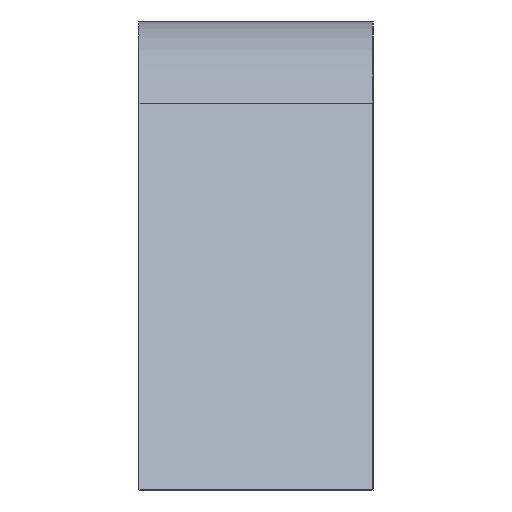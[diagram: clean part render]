
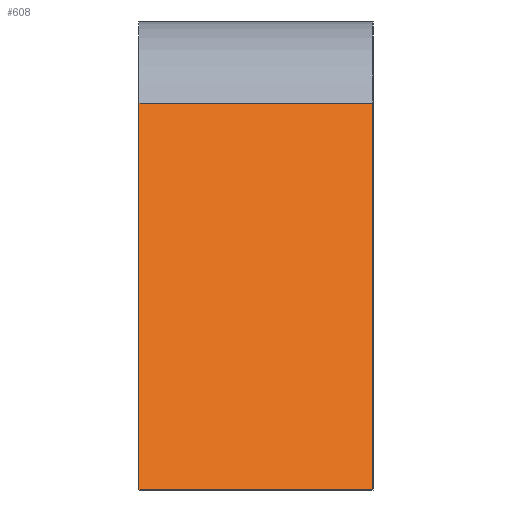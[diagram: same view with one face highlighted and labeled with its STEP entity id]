
A CAD part, left-side view. The second image highlights one B-rep face of the part: STEP entity #608.
In plain terms, the highlighted planar face has unit normal (-0.906, 0, 0.423).
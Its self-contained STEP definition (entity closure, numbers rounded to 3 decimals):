
#43 = ORIENTED_EDGE ( 'NONE', *, *, #259, .T. ) ;
#61 = VERTEX_POINT ( 'NONE', #287 ) ;
#74 = CARTESIAN_POINT ( 'NONE',  ( -336.5, 17.5, -67. ) ) ;
#208 = CARTESIAN_POINT ( 'NONE',  ( -309.512, 17.5, -9.125 ) ) ;
#210 = DIRECTION ( 'NONE',  ( 0.423, 0., 0.906 ) ) ;
#235 = LINE ( 'NONE', #597, #251 ) ;
#251 = VECTOR ( 'NONE', #548, 1000. ) ;
#259 = EDGE_CURVE ( 'NONE', #61, #630, #649, .T. ) ;
#275 = ORIENTED_EDGE ( 'NONE', *, *, #279, .F. ) ;
#279 = EDGE_CURVE ( 'NONE', #604, #411, #643, .T. ) ;
#287 = CARTESIAN_POINT ( 'NONE',  ( -336.5, -17.5, -67. ) ) ;
#315 = FACE_OUTER_BOUND ( 'NONE', #572, .T. ) ;
#323 = VECTOR ( 'NONE', #531, 1000. ) ;
#325 = DIRECTION ( 'NONE',  ( 0.423, 0., 0.906 ) ) ;
#330 = CARTESIAN_POINT ( 'NONE',  ( -309.512, -17.5, -9.125 ) ) ;
#340 = PLANE ( 'NONE',  #739 ) ;
#400 = LINE ( 'NONE', #575, #323 ) ;
#411 = VERTEX_POINT ( 'NONE', #486 ) ;
#414 = DIRECTION ( 'NONE',  ( -0.423, 0., -0.906 ) ) ;
#463 = DIRECTION ( 'NONE',  ( 0.906, 0., -0.423 ) ) ;
#486 = CARTESIAN_POINT ( 'NONE',  ( -309.512, 17.5, -9.125 ) ) ;
#506 = CARTESIAN_POINT ( 'NONE',  ( -309.512, 17.5, -9.125 ) ) ;
#531 = DIRECTION ( 'NONE',  ( 0., -1., 0. ) ) ;
#548 = DIRECTION ( 'NONE',  ( 0., -1., 0. ) ) ;
#562 = CARTESIAN_POINT ( 'NONE',  ( -309.512, -17.5, -9.125 ) ) ;
#572 = EDGE_LOOP ( 'NONE', ( #43, #574, #275, #623 ) ) ;
#574 = ORIENTED_EDGE ( 'NONE', *, *, #576, .F. ) ;
#575 = CARTESIAN_POINT ( 'NONE',  ( -309.512, 17.5, -9.125 ) ) ;
#576 = EDGE_CURVE ( 'NONE', #411, #630, #400, .T. ) ;
#597 = CARTESIAN_POINT ( 'NONE',  ( -336.5, 17.5, -67. ) ) ;
#604 = VERTEX_POINT ( 'NONE', #74 ) ;
#608 = ADVANCED_FACE ( 'NONE', ( #315 ), #340, .F. ) ;
#623 = ORIENTED_EDGE ( 'NONE', *, *, #738, .T. ) ;
#630 = VERTEX_POINT ( 'NONE', #562 ) ;
#638 = VECTOR ( 'NONE', #210, 1000. ) ;
#643 = LINE ( 'NONE', #208, #638 ) ;
#649 = LINE ( 'NONE', #330, #660 ) ;
#660 = VECTOR ( 'NONE', #325, 1000. ) ;
#738 = EDGE_CURVE ( 'NONE', #604, #61, #235, .T. ) ;
#739 = AXIS2_PLACEMENT_3D ( 'NONE', #506, #463, #414 ) ;
